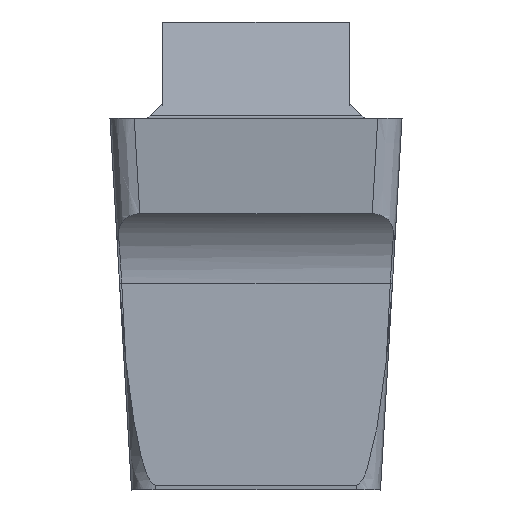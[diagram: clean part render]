
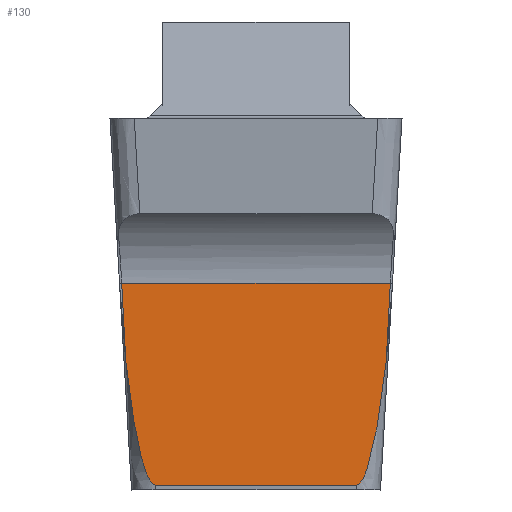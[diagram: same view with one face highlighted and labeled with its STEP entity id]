
A CAD part, front view. The second image highlights one B-rep face of the part: STEP entity #130.
In plain terms, the highlighted planar face has unit normal (0, -1, 0).
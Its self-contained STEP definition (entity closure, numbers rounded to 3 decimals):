
#51=B_SPLINE_CURVE_WITH_KNOTS('',3,(#1130,#1131,#1132,#1133,#1134,#1135,
#1136,#1137,#1138,#1139,#1140,#1141,#1142,#1143,#1144,#1145,#1146,#1147,
#1148,#1149,#1150,#1151,#1152,#1153,#1154,#1155,#1156,#1157,#1158,#1159,
#1160),.UNSPECIFIED.,.F.,.F.,(4,3,3,3,3,3,3,3,3,3,4),(0.,0.406,
0.693,0.792,0.86,0.906,
0.937,0.97,0.983,0.993,
1.),.UNSPECIFIED.);
#56=B_SPLINE_CURVE_WITH_KNOTS('',3,(#1196,#1197,#1198,#1199,#1200,#1201,
#1202,#1203,#1204,#1205,#1206,#1207,#1208,#1209,#1210,#1211,#1212,#1213,
#1214),.UNSPECIFIED.,.F.,.F.,(4,3,3,3,3,3,4),(0.,0.009,0.022,
0.052,0.162,0.598,1.),
 .UNSPECIFIED.);
#71=B_SPLINE_CURVE_WITH_KNOTS('',3,(#1500,#1501,#1502,#1503),
 .UNSPECIFIED.,.F.,.F.,(4,4),(0.,1.),.UNSPECIFIED.);
#72=B_SPLINE_CURVE_WITH_KNOTS('',3,(#1516,#1517,#1518,#1519),
 .UNSPECIFIED.,.F.,.F.,(4,4),(0.,1.),.UNSPECIFIED.);
#130=ADVANCED_FACE('SIDE_IB_1_SU3',(#194),#161,.F.);
#161=PLANE('',#849);
#194=FACE_OUTER_BOUND('',#236,.T.);
#236=EDGE_LOOP('',(#407,#408,#409,#410,#411,#412));
#407=ORIENTED_EDGE('',*,*,#617,.F.);
#408=ORIENTED_EDGE('',*,*,#645,.T.);
#409=ORIENTED_EDGE('',*,*,#640,.F.);
#410=ORIENTED_EDGE('',*,*,#644,.T.);
#411=ORIENTED_EDGE('',*,*,#622,.F.);
#412=ORIENTED_EDGE('',*,*,#627,.T.);
#527=VERTEX_POINT('',#1161);
#528=VERTEX_POINT('',#1162);
#531=VERTEX_POINT('',#1215);
#532=VERTEX_POINT('',#1216);
#541=VERTEX_POINT('',#1366);
#542=VERTEX_POINT('',#1368);
#617=EDGE_CURVE('',#527,#528,#51,.T.);
#622=EDGE_CURVE('',#531,#532,#56,.T.);
#627=EDGE_CURVE('',#531,#528,#721,.T.);
#640=EDGE_CURVE('',#541,#542,#723,.T.);
#644=EDGE_CURVE('',#541,#532,#71,.T.);
#645=EDGE_CURVE('',#527,#542,#72,.T.);
#721=LINE('',#1250,#773);
#723=LINE('',#1367,#775);
#773=VECTOR('',#944,1.);
#775=VECTOR('',#954,1.);
#849=AXIS2_PLACEMENT_3D('',#1532,#957,#958);
#944=DIRECTION('',(1.,0.,0.));
#954=DIRECTION('',(1.,0.,0.));
#957=DIRECTION('',(0.,1.,0.));
#958=DIRECTION('',(0.,0.,1.));
#1130=CARTESIAN_POINT('',(1.609,-9.832,-3.004));
#1131=CARTESIAN_POINT('',(1.586,-9.832,-3.219));
#1132=CARTESIAN_POINT('',(1.559,-9.832,-3.434));
#1133=CARTESIAN_POINT('',(1.525,-9.832,-3.647));
#1134=CARTESIAN_POINT('',(1.501,-9.832,-3.798));
#1135=CARTESIAN_POINT('',(1.474,-9.832,-3.949));
#1136=CARTESIAN_POINT('',(1.439,-9.832,-4.098));
#1137=CARTESIAN_POINT('',(1.426,-9.832,-4.149));
#1138=CARTESIAN_POINT('',(1.413,-9.832,-4.201));
#1139=CARTESIAN_POINT('',(1.399,-9.832,-4.251));
#1140=CARTESIAN_POINT('',(1.388,-9.832,-4.286));
#1141=CARTESIAN_POINT('',(1.378,-9.832,-4.32));
#1142=CARTESIAN_POINT('',(1.365,-9.832,-4.354));
#1143=CARTESIAN_POINT('',(1.357,-9.832,-4.377));
#1144=CARTESIAN_POINT('',(1.348,-9.832,-4.4));
#1145=CARTESIAN_POINT('',(1.338,-9.832,-4.422));
#1146=CARTESIAN_POINT('',(1.331,-9.832,-4.437));
#1147=CARTESIAN_POINT('',(1.324,-9.832,-4.452));
#1148=CARTESIAN_POINT('',(1.315,-9.832,-4.467));
#1149=CARTESIAN_POINT('',(1.306,-9.832,-4.482));
#1150=CARTESIAN_POINT('',(1.297,-9.832,-4.496));
#1151=CARTESIAN_POINT('',(1.285,-9.832,-4.508));
#1152=CARTESIAN_POINT('',(1.28,-9.832,-4.513));
#1153=CARTESIAN_POINT('',(1.275,-9.832,-4.518));
#1154=CARTESIAN_POINT('',(1.269,-9.832,-4.522));
#1155=CARTESIAN_POINT('',(1.264,-9.832,-4.525));
#1156=CARTESIAN_POINT('',(1.259,-9.832,-4.528));
#1157=CARTESIAN_POINT('',(1.253,-9.832,-4.529));
#1158=CARTESIAN_POINT('',(1.25,-9.832,-4.53));
#1159=CARTESIAN_POINT('',(1.247,-9.832,-4.531));
#1160=CARTESIAN_POINT('',(1.243,-9.832,-4.531));
#1161=CARTESIAN_POINT('',(1.609,-9.832,-3.004));
#1162=CARTESIAN_POINT('',(1.243,-9.832,-4.531));
#1196=CARTESIAN_POINT('',(-1.243,-9.832,-4.531));
#1197=CARTESIAN_POINT('',(-1.248,-9.832,-4.531));
#1198=CARTESIAN_POINT('',(-1.253,-9.832,-4.53));
#1199=CARTESIAN_POINT('',(-1.258,-9.832,-4.528));
#1200=CARTESIAN_POINT('',(-1.264,-9.832,-4.526));
#1201=CARTESIAN_POINT('',(-1.27,-9.832,-4.522));
#1202=CARTESIAN_POINT('',(-1.275,-9.832,-4.518));
#1203=CARTESIAN_POINT('',(-1.287,-9.832,-4.508));
#1204=CARTESIAN_POINT('',(-1.298,-9.832,-4.494));
#1205=CARTESIAN_POINT('',(-1.306,-9.832,-4.481));
#1206=CARTESIAN_POINT('',(-1.338,-9.832,-4.432));
#1207=CARTESIAN_POINT('',(-1.359,-9.832,-4.376));
#1208=CARTESIAN_POINT('',(-1.377,-9.832,-4.32));
#1209=CARTESIAN_POINT('',(-1.451,-9.832,-4.1));
#1210=CARTESIAN_POINT('',(-1.49,-9.832,-3.869));
#1211=CARTESIAN_POINT('',(-1.526,-9.832,-3.64));
#1212=CARTESIAN_POINT('',(-1.56,-9.832,-3.429));
#1213=CARTESIAN_POINT('',(-1.587,-9.832,-3.217));
#1214=CARTESIAN_POINT('',(-1.609,-9.832,-3.004));
#1215=CARTESIAN_POINT('',(-1.243,-9.832,-4.531));
#1216=CARTESIAN_POINT('',(-1.609,-9.832,-3.004));
#1250=CARTESIAN_POINT('',(-1.38,-9.832,-4.531));
#1366=CARTESIAN_POINT('',(-1.66,-9.832,-2.036));
#1367=CARTESIAN_POINT('',(5.,-9.832,-2.036));
#1368=CARTESIAN_POINT('',(1.66,-9.832,-2.036));
#1500=CARTESIAN_POINT('',(-1.66,-9.832,-2.036));
#1501=CARTESIAN_POINT('',(-1.643,-9.832,-2.359));
#1502=CARTESIAN_POINT('',(-1.626,-9.832,-2.682));
#1503=CARTESIAN_POINT('',(-1.609,-9.832,-3.004));
#1516=CARTESIAN_POINT('',(1.609,-9.832,-3.004));
#1517=CARTESIAN_POINT('',(1.626,-9.832,-2.682));
#1518=CARTESIAN_POINT('',(1.643,-9.832,-2.359));
#1519=CARTESIAN_POINT('',(1.66,-9.832,-2.036));
#1532=CARTESIAN_POINT('',(-1.38,-9.832,-6.092));
